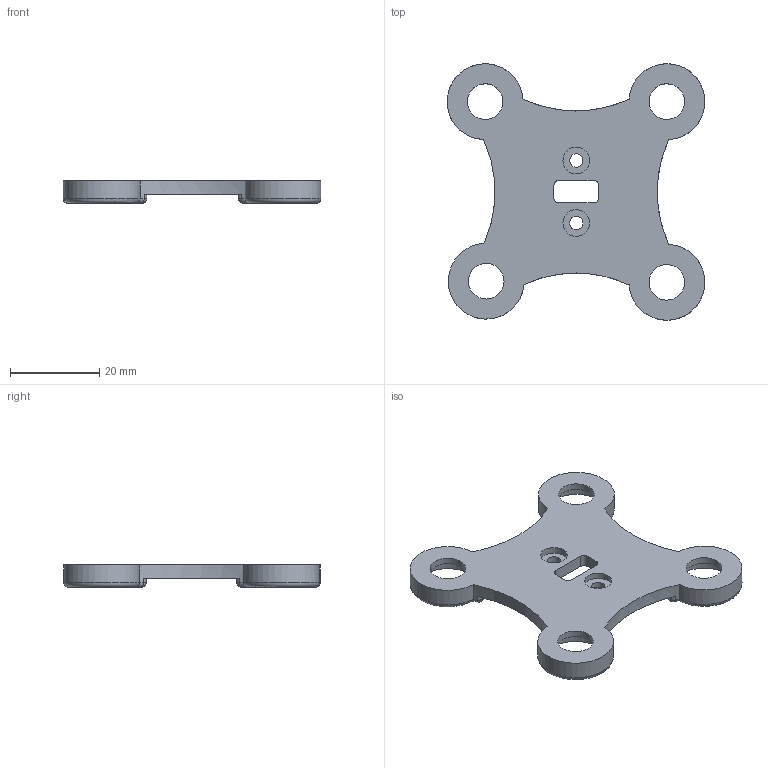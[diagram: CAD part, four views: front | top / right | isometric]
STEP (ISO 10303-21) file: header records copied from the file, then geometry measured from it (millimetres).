
FILE_DESCRIPTION(/* description */ (''),/* implementation_level */ '2;1');
FILE_NAME(/* name */ 'G2D Gembal Plate.stp',/* time_stamp */ '2016-11-02T21:06:34-07:00',/* author */ (''),/* organization */ (''),/* preprocessor_version */ 'ST-DEVELOPER v15.2',/* originating_system */ 'Autodesk Translator Framework v2.0.0.5431',/* authorisation */ '');
FILE_SCHEMA (('AUTOMOTIVE_DESIGN { 1 0 10303 214 3 1 1 }'));
Length unit declared in the file: centimetre
Products named in the file (1): (Unsaved)
Bounding box: 57.75 x 57.49 x 5 mm (x, y, z)
Volume: 5826.3 mm3; surface area: 5939 mm2
Topology: 1 solids, 1 shells, 87 faces, 204 edges, 124 vertices
Faces by surface type: cylinder 40, plane 23, torus 16, sphere 8
Full cylindrical faces by diameter (mm): 3 x2, 6 x2, 8 x4, 14 x4
Entity records: 2571 total; most frequent: CARTESIAN_POINT 504, DIRECTION 478, ORIENTED_EDGE 384, AXIS2_PLACEMENT_3D 208, EDGE_CURVE 190, VERTEX_POINT 122, CIRCLE 120, EDGE_LOOP 118
